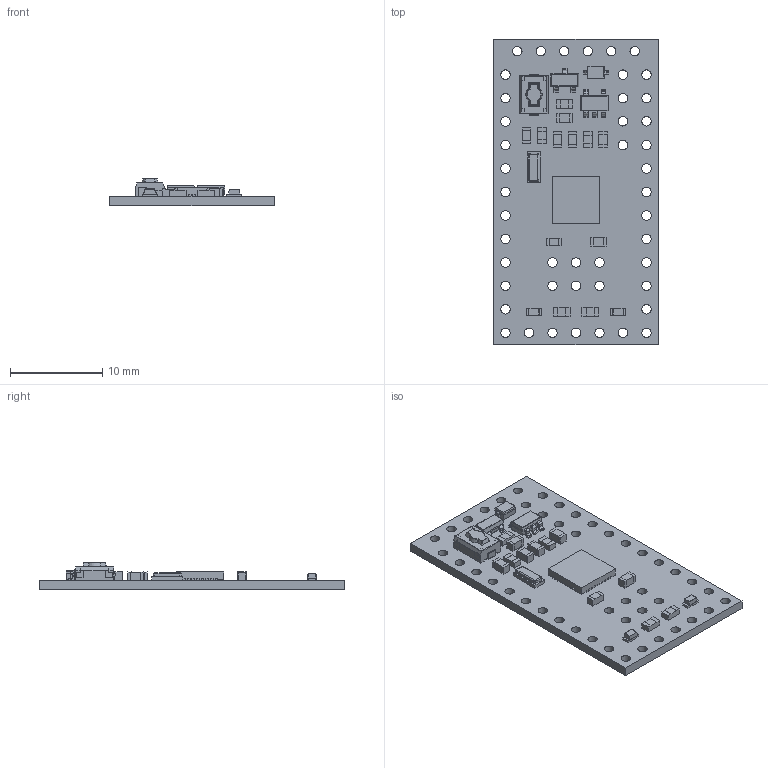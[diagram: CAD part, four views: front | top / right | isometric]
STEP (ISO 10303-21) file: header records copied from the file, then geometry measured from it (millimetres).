
FILE_DESCRIPTION (( 'STEP AP214' ), '1' );
FILE_NAME ('a-star-328pb-micro.step', '2018-02-16T19:18:28', ( '' ), ( '' ), 'SwSTEP 2.0', 'SolidWorks 2016', '' );
FILE_SCHEMA (( 'AUTOMOTIVE_DESIGN' ));
Length unit declared in the file: millimetre
Products named in the file (1): a-star-328pb-micro
Bounding box: 17.78 x 33.02 x 2.97 mm (x, y, z)
Volume: 633.2 mm3; surface area: 1557.2 mm2
Topology: 1 solids, 1 shells, 1049 faces, 2942 edges, 1921 vertices
Faces by surface type: plane 674, cylinder 195, bspline 168, torus 6, sphere 4, cone 2
Full cylindrical faces by diameter (mm): 0.4 x2, 0.7 x4, 1.016 x45
Entity records: 50687 total; most frequent: CARTESIAN_POINT 13085, ORIENTED_EDGE 5774, DIRECTION 4568, EDGE_CURVE 2887, LINE 2128, VECTOR 2128, VERTEX_POINT 1917, EDGE_LOOP 1298
